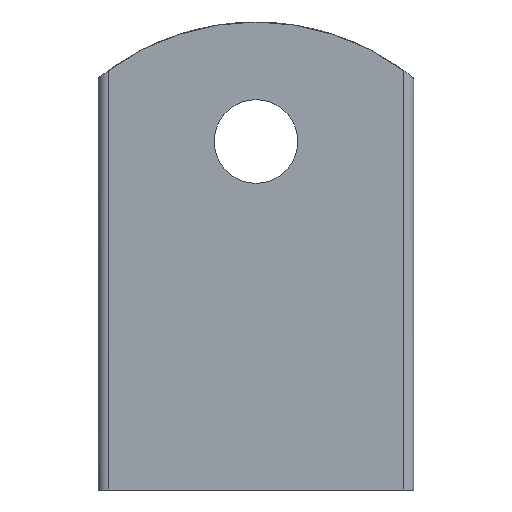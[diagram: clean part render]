
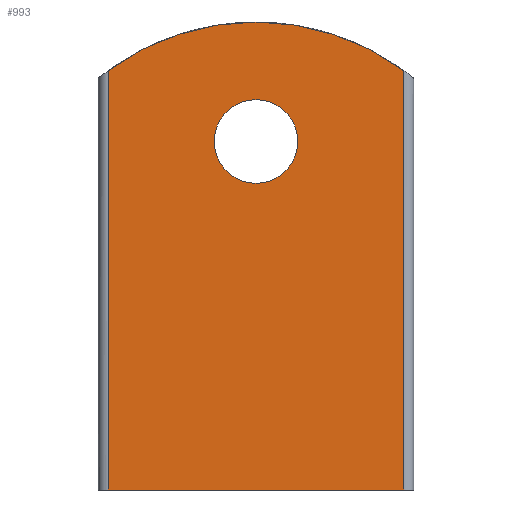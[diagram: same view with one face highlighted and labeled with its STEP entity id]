
A CAD part, front view. The second image highlights one B-rep face of the part: STEP entity #993.
In plain terms, the highlighted planar face has unit normal (0, -1, 0).
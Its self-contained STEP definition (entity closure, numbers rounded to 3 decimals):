
#24 = EDGE_CURVE ( 'NONE', #2069, #3108, #3207, .T. ) ;
#257 = CIRCLE ( 'NONE', #3476, 25. ) ;
#279 = ORIENTED_EDGE ( 'NONE', *, *, #719, .T. ) ;
#288 = CARTESIAN_POINT ( 'NONE',  ( -14.85, -4.25, -15. ) ) ;
#289 = FACE_OUTER_BOUND ( 'NONE', #1818, .T. ) ;
#382 = CARTESIAN_POINT ( 'NONE',  ( 0., -4.25, 20. ) ) ;
#401 = DIRECTION ( 'NONE',  ( 0., 1., 0. ) ) ;
#456 = DIRECTION ( 'NONE',  ( 0., 0., -1. ) ) ;
#488 = DIRECTION ( 'NONE',  ( 0., 0., 1. ) ) ;
#563 = CARTESIAN_POINT ( 'NONE',  ( 14.85, -4.25, -15. ) ) ;
#679 = DIRECTION ( 'NONE',  ( 0., 0., -1. ) ) ;
#719 = EDGE_CURVE ( 'NONE', #3108, #2069, #1057, .T. ) ;
#915 = CARTESIAN_POINT ( 'NONE',  ( 14.85, -4.25, 27.112 ) ) ;
#940 = PLANE ( 'NONE',  #2844 ) ;
#950 = DIRECTION ( 'NONE',  ( 0., 0., -1. ) ) ;
#954 = LINE ( 'NONE', #3325, #3834 ) ;
#993 = ADVANCED_FACE ( 'NONE', ( #2986, #289 ), #940, .T. ) ;
#1029 = CARTESIAN_POINT ( 'NONE',  ( 14.85, -4.25, -15. ) ) ;
#1055 = CARTESIAN_POINT ( 'NONE',  ( 14.85, -4.25, 8. ) ) ;
#1057 = CIRCLE ( 'NONE', #1732, 4.2 ) ;
#1224 = DIRECTION ( 'NONE',  ( 0., 1., 0. ) ) ;
#1279 = ORIENTED_EDGE ( 'NONE', *, *, #1801, .T. ) ;
#1309 = AXIS2_PLACEMENT_3D ( 'NONE', #382, #1224, #950 ) ;
#1436 = CARTESIAN_POINT ( 'NONE',  ( 0., -4.25, 15.8 ) ) ;
#1476 = DIRECTION ( 'NONE',  ( 1., 0., 0. ) ) ;
#1493 = VECTOR ( 'NONE', #488, 1000. ) ;
#1516 = CARTESIAN_POINT ( 'NONE',  ( 14.85, -4.25, 8. ) ) ;
#1608 = EDGE_LOOP ( 'NONE', ( #279, #3441 ) ) ;
#1732 = AXIS2_PLACEMENT_3D ( 'NONE', #3048, #401, #456 ) ;
#1801 = EDGE_CURVE ( 'NONE', #3577, #2306, #3712, .T. ) ;
#1818 = EDGE_LOOP ( 'NONE', ( #2074, #1279, #2483, #3349 ) ) ;
#2069 = VERTEX_POINT ( 'NONE', #3675 ) ;
#2074 = ORIENTED_EDGE ( 'NONE', *, *, #3387, .T. ) ;
#2306 = VERTEX_POINT ( 'NONE', #915 ) ;
#2451 = DIRECTION ( 'NONE',  ( 0., 0., -1. ) ) ;
#2483 = ORIENTED_EDGE ( 'NONE', *, *, #2500, .T. ) ;
#2500 = EDGE_CURVE ( 'NONE', #2306, #3590, #257, .T. ) ;
#2825 = CARTESIAN_POINT ( 'NONE',  ( -14.85, -4.25, 27.112 ) ) ;
#2844 = AXIS2_PLACEMENT_3D ( 'NONE', #1516, #3005, #1476 ) ;
#2986 = FACE_BOUND ( 'NONE', #1608, .T. ) ;
#3005 = DIRECTION ( 'NONE',  ( 0., -1., 0. ) ) ;
#3048 = CARTESIAN_POINT ( 'NONE',  ( 0., -4.25, 20. ) ) ;
#3074 = CARTESIAN_POINT ( 'NONE',  ( 0., -4.25, 7. ) ) ;
#3108 = VERTEX_POINT ( 'NONE', #1436 ) ;
#3112 = DIRECTION ( 'NONE',  ( 0., -1., 0. ) ) ;
#3207 = CIRCLE ( 'NONE', #1309, 4.2 ) ;
#3209 = LINE ( 'NONE', #563, #3480 ) ;
#3318 = VERTEX_POINT ( 'NONE', #288 ) ;
#3325 = CARTESIAN_POINT ( 'NONE',  ( -14.85, -4.25, 8. ) ) ;
#3349 = ORIENTED_EDGE ( 'NONE', *, *, #3752, .T. ) ;
#3352 = DIRECTION ( 'NONE',  ( 1., 0., 0. ) ) ;
#3387 = EDGE_CURVE ( 'NONE', #3318, #3577, #3209, .T. ) ;
#3441 = ORIENTED_EDGE ( 'NONE', *, *, #24, .T. ) ;
#3476 = AXIS2_PLACEMENT_3D ( 'NONE', #3074, #3112, #679 ) ;
#3480 = VECTOR ( 'NONE', #3352, 1000. ) ;
#3577 = VERTEX_POINT ( 'NONE', #1029 ) ;
#3590 = VERTEX_POINT ( 'NONE', #2825 ) ;
#3675 = CARTESIAN_POINT ( 'NONE',  ( 0., -4.25, 24.2 ) ) ;
#3712 = LINE ( 'NONE', #1055, #1493 ) ;
#3752 = EDGE_CURVE ( 'NONE', #3590, #3318, #954, .T. ) ;
#3834 = VECTOR ( 'NONE', #2451, 1000. ) ;
